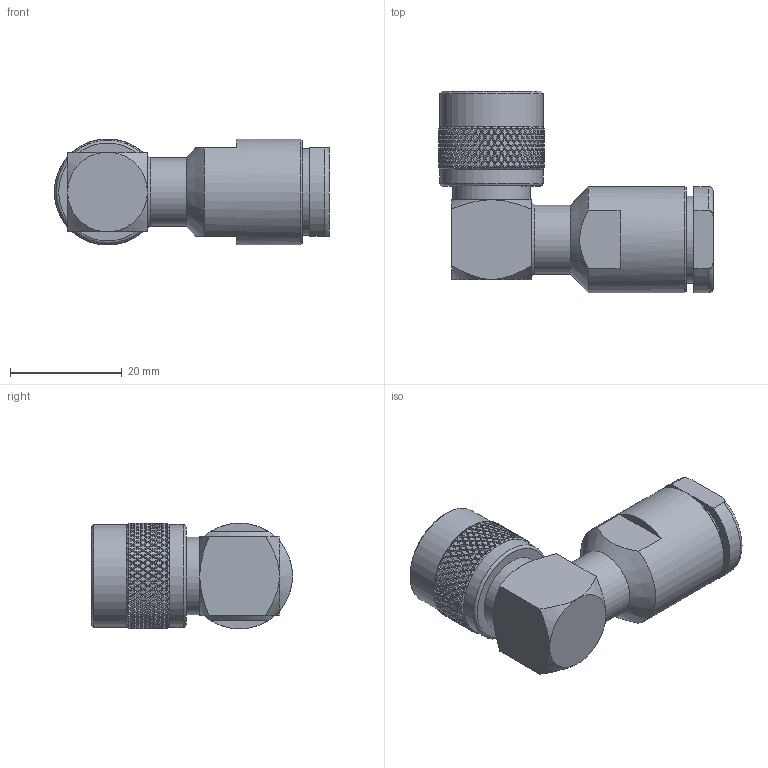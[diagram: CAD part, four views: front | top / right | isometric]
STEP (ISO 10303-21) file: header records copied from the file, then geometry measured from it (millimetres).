
FILE_DESCRIPTION (( 'STEP AP203' ), '1' );
FILE_NAME ('PE4244 ¦ FMCN1369.step', '2019-12-11T19:02:46', ( '' ), ( '' ), 'SwSTEP 2.0', 'SolidWorks 2018', '' );
FILE_SCHEMA (( 'CONFIG_CONTROL_DESIGN' ));
Products named in the file (1): PE4244 ｦ FMCN1369
Bounding box: 49.29 x 36.05 x 19 mm (x, y, z)
Volume: 13148 mm3; surface area: 6570.5 mm2
Topology: 2 solids, 2 shells, 2396 faces, 5085 edges, 2710 vertices
Faces by surface type: bspline 1817, cylinder 494, plane 55, cone 27, torus 3
Full cylindrical faces by diameter (mm): 2.261 x1, 2.454 x1, 2.712 x1, 2.971 x1, 3.057 x1, 3.112 x1, 11.3 x1, 12.385 x1, 13.915 x1, 14.159 x1, 15.574 x1, 15.991 x1, 16.183 x1, 18.469 x2, 19 x1
Entity records: 90775 total; most frequent: CARTESIAN_POINT 59686, ORIENTED_EDGE 10100, EDGE_CURVE 5050, VERTEX_POINT 2703, EDGE_LOOP 2441, FACE_OUTER_BOUND 2413, ADVANCED_FACE 2396, B_SPLINE_CURVE_WITH_KNOTS 2191
